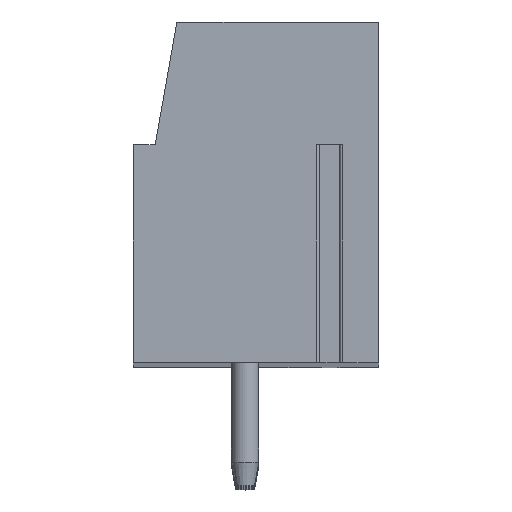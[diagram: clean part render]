
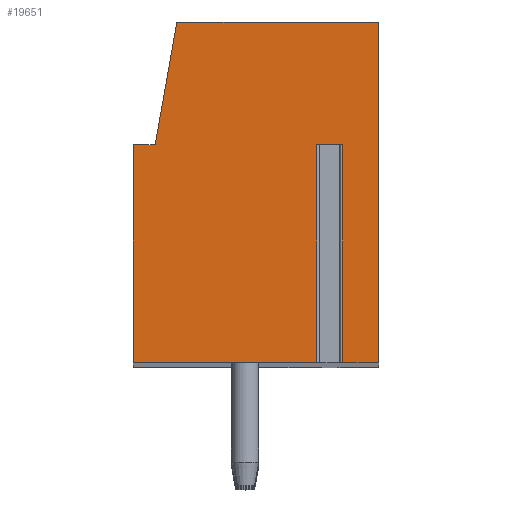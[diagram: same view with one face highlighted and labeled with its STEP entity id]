
A CAD part, top view. The second image highlights one B-rep face of the part: STEP entity #19651.
In plain terms, the highlighted planar face has unit normal (0, 0, 1).
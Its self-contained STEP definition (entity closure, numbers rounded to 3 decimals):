
#20=DIRECTION('',(-1.,0.,0.));
#21=VECTOR('',#20,0.958);
#22=CARTESIAN_POINT('',(3.179,1.75,102.5));
#23=LINE('',#22,#21);
#24=DIRECTION('',(0.,-1.,0.));
#25=VECTOR('',#24,8.);
#26=CARTESIAN_POINT('',(2.221,1.75,102.5));
#27=LINE('',#26,#25);
#28=DIRECTION('',(1.,0.,0.));
#29=VECTOR('',#28,6.721);
#30=CARTESIAN_POINT('',(-4.5,-6.25,102.5));
#31=LINE('',#30,#29);
#32=DIRECTION('',(0.,-1.,0.));
#33=VECTOR('',#32,8.);
#34=CARTESIAN_POINT('',(-4.5,1.75,102.5));
#35=LINE('',#34,#33);
#36=DIRECTION('',(-1.,0.,0.));
#37=VECTOR('',#36,0.8);
#38=CARTESIAN_POINT('',(-3.7,1.75,102.5));
#39=LINE('',#38,#37);
#40=DIRECTION('',(-0.174,-0.985,0.));
#41=VECTOR('',#40,4.569);
#42=CARTESIAN_POINT('',(-2.907,6.25,102.5));
#43=LINE('',#42,#41);
#44=DIRECTION('',(-1.,0.,0.));
#45=VECTOR('',#44,7.407);
#46=CARTESIAN_POINT('',(4.5,6.25,102.5));
#47=LINE('',#46,#45);
#48=DIRECTION('',(0.,1.,0.));
#49=VECTOR('',#48,12.5);
#50=CARTESIAN_POINT('',(4.5,-6.25,102.5));
#51=LINE('',#50,#49);
#52=DIRECTION('',(1.,0.,0.));
#53=VECTOR('',#52,1.321);
#54=CARTESIAN_POINT('',(3.179,-6.25,102.5));
#55=LINE('',#54,#53);
#56=DIRECTION('',(0.,-1.,0.));
#57=VECTOR('',#56,8.);
#58=CARTESIAN_POINT('',(3.179,1.75,102.5));
#59=LINE('',#58,#57);
#15588=CARTESIAN_POINT('',(-2.907,6.25,102.5));
#15589=CARTESIAN_POINT('',(-3.7,1.75,102.5));
#15590=VERTEX_POINT('',#15588);
#15591=VERTEX_POINT('',#15589);
#15592=CARTESIAN_POINT('',(-4.5,1.75,102.5));
#15593=VERTEX_POINT('',#15592);
#15594=CARTESIAN_POINT('',(-4.5,-6.25,102.5));
#15595=VERTEX_POINT('',#15594);
#15596=CARTESIAN_POINT('',(4.5,-6.25,102.5));
#15597=CARTESIAN_POINT('',(4.5,6.25,102.5));
#15598=VERTEX_POINT('',#15596);
#15599=VERTEX_POINT('',#15597);
#15656=CARTESIAN_POINT('',(3.179,1.75,102.5));
#15657=CARTESIAN_POINT('',(2.221,1.75,102.5));
#15658=VERTEX_POINT('',#15656);
#15659=VERTEX_POINT('',#15657);
#15660=CARTESIAN_POINT('',(3.179,-6.25,102.5));
#15661=VERTEX_POINT('',#15660);
#15662=CARTESIAN_POINT('',(2.221,-6.25,102.5));
#15663=VERTEX_POINT('',#15662);
#19624=CARTESIAN_POINT('',(0.,0.,102.5));
#19625=DIRECTION('',(0.,0.,1.));
#19626=DIRECTION('',(1.,0.,0.));
#19627=AXIS2_PLACEMENT_3D('',#19624,#19625,#19626);
#19628=PLANE('',#19627);
#19630=ORIENTED_EDGE('',*,*,#19629,.T.);
#19632=ORIENTED_EDGE('',*,*,#19631,.T.);
#19634=ORIENTED_EDGE('',*,*,#19633,.F.);
#19636=ORIENTED_EDGE('',*,*,#19635,.F.);
#19638=ORIENTED_EDGE('',*,*,#19637,.F.);
#19640=ORIENTED_EDGE('',*,*,#19639,.F.);
#19642=ORIENTED_EDGE('',*,*,#19641,.F.);
#19644=ORIENTED_EDGE('',*,*,#19643,.F.);
#19646=ORIENTED_EDGE('',*,*,#19645,.F.);
#19648=ORIENTED_EDGE('',*,*,#19647,.F.);
#19649=EDGE_LOOP('',(#19630,#19632,#19634,#19636,#19638,#19640,#19642,#19644,
#19646,#19648));
#19650=FACE_OUTER_BOUND('',#19649,.F.);
#19629=EDGE_CURVE('',#15658,#15659,#23,.T.);
#19631=EDGE_CURVE('',#15659,#15663,#27,.T.);
#19633=EDGE_CURVE('',#15595,#15663,#31,.T.);
#19635=EDGE_CURVE('',#15593,#15595,#35,.T.);
#19637=EDGE_CURVE('',#15591,#15593,#39,.T.);
#19639=EDGE_CURVE('',#15590,#15591,#43,.T.);
#19641=EDGE_CURVE('',#15599,#15590,#47,.T.);
#19643=EDGE_CURVE('',#15598,#15599,#51,.T.);
#19645=EDGE_CURVE('',#15661,#15598,#55,.T.);
#19647=EDGE_CURVE('',#15658,#15661,#59,.T.);
#19651=ADVANCED_FACE('',(#19650),#19628,.T.);
